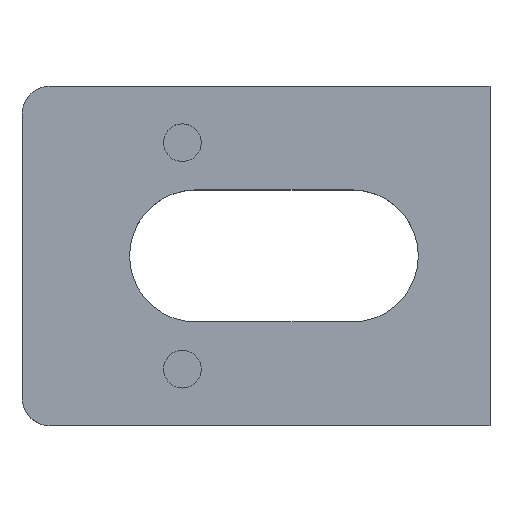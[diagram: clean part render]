
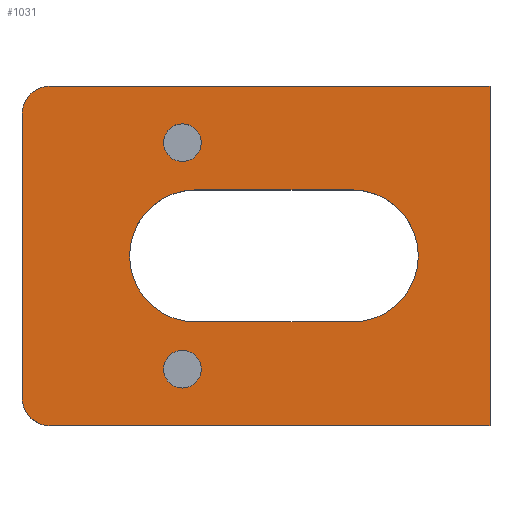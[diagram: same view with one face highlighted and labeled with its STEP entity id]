
A CAD part, top view. The second image highlights one B-rep face of the part: STEP entity #1031.
In plain terms, the highlighted planar face has unit normal (0, 0, 1).
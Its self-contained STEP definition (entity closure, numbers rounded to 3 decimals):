
#5 = CARTESIAN_POINT ( 'NONE',  ( -2.9, 6., 5. ) ) ;
#6 = AXIS2_PLACEMENT_3D ( 'NONE', #556, #648, #722 ) ;
#36 = CARTESIAN_POINT ( 'NONE',  ( 5.1, 0., 5. ) ) ;
#37 = CARTESIAN_POINT ( 'NONE',  ( 12.4, -9., 5. ) ) ;
#38 = CARTESIAN_POINT ( 'NONE',  ( -3.9, 6., 5. ) ) ;
#61 = EDGE_CURVE ( 'NONE', #624, #415, #136, .T. ) ;
#74 = EDGE_CURVE ( 'NONE', #660, #1241, #1191, .T. ) ;
#103 = DIRECTION ( 'NONE',  ( 0., 0., -1. ) ) ;
#118 = ORIENTED_EDGE ( 'NONE', *, *, #1254, .F. ) ;
#123 = EDGE_LOOP ( 'NONE', ( #1112, #212 ) ) ;
#134 = CARTESIAN_POINT ( 'NONE',  ( -10.9, -9., 5. ) ) ;
#136 = CIRCLE ( 'NONE', #469, 3.5 ) ;
#180 = DIRECTION ( 'NONE',  ( -1., 0., 0. ) ) ;
#194 = DIRECTION ( 'NONE',  ( 0., -1., 0. ) ) ;
#195 = VERTEX_POINT ( 'NONE', #535 ) ;
#210 = DIRECTION ( 'NONE',  ( 0., 1., 0. ) ) ;
#212 = ORIENTED_EDGE ( 'NONE', *, *, #393, .F. ) ;
#218 = ORIENTED_EDGE ( 'NONE', *, *, #1130, .F. ) ;
#221 = DIRECTION ( 'NONE',  ( 1., 0., 0. ) ) ;
#251 = ORIENTED_EDGE ( 'NONE', *, *, #983, .F. ) ;
#253 = DIRECTION ( 'NONE',  ( 1., 0., 0. ) ) ;
#289 = CIRCLE ( 'NONE', #838, 1. ) ;
#302 = FACE_BOUND ( 'NONE', #123, .T. ) ;
#307 = DIRECTION ( 'NONE',  ( 0., 0., 1. ) ) ;
#317 = CARTESIAN_POINT ( 'NONE',  ( -10.9, 7.5, 5. ) ) ;
#337 = CARTESIAN_POINT ( 'NONE',  ( -10.9, -7.5, 5. ) ) ;
#345 = DIRECTION ( 'NONE',  ( -1., 0., 0. ) ) ;
#346 = EDGE_LOOP ( 'NONE', ( #956, #792, #811, #602, #251, #642 ) ) ;
#368 = CIRCLE ( 'NONE', #675, 1. ) ;
#373 = EDGE_CURVE ( 'NONE', #835, #788, #1138, .T. ) ;
#381 = CARTESIAN_POINT ( 'NONE',  ( -3.2, 0., 5. ) ) ;
#384 = EDGE_LOOP ( 'NONE', ( #1247, #751 ) ) ;
#391 = VECTOR ( 'NONE', #755, 1000. ) ;
#393 = EDGE_CURVE ( 'NONE', #1143, #973, #901, .T. ) ;
#396 = DIRECTION ( 'NONE',  ( 1., 0., 0. ) ) ;
#398 = CARTESIAN_POINT ( 'NONE',  ( -12.4, 7.5, 5. ) ) ;
#400 = FACE_OUTER_BOUND ( 'NONE', #346, .T. ) ;
#401 = CARTESIAN_POINT ( 'NONE',  ( 5.1, -3.5, 5. ) ) ;
#415 = VERTEX_POINT ( 'NONE', #929 ) ;
#446 = EDGE_CURVE ( 'NONE', #973, #1143, #512, .T. ) ;
#447 = CARTESIAN_POINT ( 'NONE',  ( -3.9, -6., 5. ) ) ;
#461 = VERTEX_POINT ( 'NONE', #134 ) ;
#469 = AXIS2_PLACEMENT_3D ( 'NONE', #36, #307, #791 ) ;
#484 = VERTEX_POINT ( 'NONE', #685 ) ;
#510 = LINE ( 'NONE', #688, #595 ) ;
#512 = CIRCLE ( 'NONE', #613, 1. ) ;
#513 = DIRECTION ( 'NONE',  ( -1., 0., 0. ) ) ;
#526 = VERTEX_POINT ( 'NONE', #5 ) ;
#529 = AXIS2_PLACEMENT_3D ( 'NONE', #317, #607, #513 ) ;
#535 = CARTESIAN_POINT ( 'NONE',  ( -3.2, 3.5, 5. ) ) ;
#555 = CARTESIAN_POINT ( 'NONE',  ( -10.9, 9., 5. ) ) ;
#556 = CARTESIAN_POINT ( 'NONE',  ( -3.9, -6., 5. ) ) ;
#563 = EDGE_CURVE ( 'NONE', #484, #526, #289, .T. ) ;
#595 = VECTOR ( 'NONE', #221, 1000. ) ;
#602 = ORIENTED_EDGE ( 'NONE', *, *, #911, .F. ) ;
#607 = DIRECTION ( 'NONE',  ( 0., 0., -1. ) ) ;
#612 = EDGE_CURVE ( 'NONE', #1241, #835, #758, .T. ) ;
#613 = AXIS2_PLACEMENT_3D ( 'NONE', #447, #828, #253 ) ;
#624 = VERTEX_POINT ( 'NONE', #401 ) ;
#632 = CIRCLE ( 'NONE', #820, 1.5 ) ;
#642 = ORIENTED_EDGE ( 'NONE', *, *, #373, .F. ) ;
#646 = CARTESIAN_POINT ( 'NONE',  ( 12.4, -9., 5. ) ) ;
#647 = EDGE_CURVE ( 'NONE', #526, #484, #368, .T. ) ;
#648 = DIRECTION ( 'NONE',  ( 0., 0., 1. ) ) ;
#660 = VERTEX_POINT ( 'NONE', #991 ) ;
#661 = VERTEX_POINT ( 'NONE', #1195 ) ;
#675 = AXIS2_PLACEMENT_3D ( 'NONE', #793, #691, #396 ) ;
#681 = CARTESIAN_POINT ( 'NONE',  ( 12.4, -9., 5. ) ) ;
#685 = CARTESIAN_POINT ( 'NONE',  ( -4.9, 6., 5. ) ) ;
#688 = CARTESIAN_POINT ( 'NONE',  ( 12.4, -3.5, 5. ) ) ;
#691 = DIRECTION ( 'NONE',  ( 0., 0., 1. ) ) ;
#696 = CARTESIAN_POINT ( 'NONE',  ( -12.4, -9., 5. ) ) ;
#709 = ORIENTED_EDGE ( 'NONE', *, *, #1049, .F. ) ;
#714 = CARTESIAN_POINT ( 'NONE',  ( -6.7, 0., 5. ) ) ;
#720 = LINE ( 'NONE', #830, #738 ) ;
#722 = DIRECTION ( 'NONE',  ( 1., 0., 0. ) ) ;
#732 = ORIENTED_EDGE ( 'NONE', *, *, #942, .F. ) ;
#735 = DIRECTION ( 'NONE',  ( 1., 0., 0. ) ) ;
#738 = VECTOR ( 'NONE', #345, 1000. ) ;
#751 = ORIENTED_EDGE ( 'NONE', *, *, #563, .F. ) ;
#755 = DIRECTION ( 'NONE',  ( -1., 0., 0. ) ) ;
#758 = CIRCLE ( 'NONE', #529, 1.5 ) ;
#780 = CIRCLE ( 'NONE', #885, 3.5 ) ;
#781 = LINE ( 'NONE', #646, #391 ) ;
#783 = EDGE_LOOP ( 'NONE', ( #709, #853, #732, #118, #218 ) ) ;
#788 = VERTEX_POINT ( 'NONE', #848 ) ;
#791 = DIRECTION ( 'NONE',  ( -1., 0., 0. ) ) ;
#792 = ORIENTED_EDGE ( 'NONE', *, *, #74, .F. ) ;
#793 = CARTESIAN_POINT ( 'NONE',  ( -3.9, 6., 5. ) ) ;
#795 = VECTOR ( 'NONE', #210, 1000. ) ;
#801 = CIRCLE ( 'NONE', #868, 3.5 ) ;
#806 = PLANE ( 'NONE',  #866 ) ;
#811 = ORIENTED_EDGE ( 'NONE', *, *, #1077, .F. ) ;
#816 = DIRECTION ( 'NONE',  ( 0., 0., -1. ) ) ;
#820 = AXIS2_PLACEMENT_3D ( 'NONE', #337, #816, #1126 ) ;
#828 = DIRECTION ( 'NONE',  ( 0., 0., 1. ) ) ;
#830 = CARTESIAN_POINT ( 'NONE',  ( 12.4, 3.5, 5. ) ) ;
#835 = VERTEX_POINT ( 'NONE', #555 ) ;
#838 = AXIS2_PLACEMENT_3D ( 'NONE', #38, #1206, #906 ) ;
#846 = DIRECTION ( 'NONE',  ( 0., 0., 1. ) ) ;
#848 = CARTESIAN_POINT ( 'NONE',  ( 12.4, 9., 5. ) ) ;
#853 = ORIENTED_EDGE ( 'NONE', *, *, #61, .F. ) ;
#855 = CARTESIAN_POINT ( 'NONE',  ( -4.9, -6., 5. ) ) ;
#866 = AXIS2_PLACEMENT_3D ( 'NONE', #1099, #103, #1087 ) ;
#868 = AXIS2_PLACEMENT_3D ( 'NONE', #381, #846, #180 ) ;
#885 = AXIS2_PLACEMENT_3D ( 'NONE', #1185, #1091, #1180 ) ;
#901 = CIRCLE ( 'NONE', #6, 1. ) ;
#906 = DIRECTION ( 'NONE',  ( 1., 0., 0. ) ) ;
#909 = LINE ( 'NONE', #37, #1256 ) ;
#911 = EDGE_CURVE ( 'NONE', #1271, #461, #781, .T. ) ;
#929 = CARTESIAN_POINT ( 'NONE',  ( 5.1, 3.5, 5. ) ) ;
#942 = EDGE_CURVE ( 'NONE', #661, #624, #510, .T. ) ;
#956 = ORIENTED_EDGE ( 'NONE', *, *, #612, .F. ) ;
#973 = VERTEX_POINT ( 'NONE', #990 ) ;
#983 = EDGE_CURVE ( 'NONE', #788, #1271, #909, .T. ) ;
#990 = CARTESIAN_POINT ( 'NONE',  ( -2.9, -6., 5. ) ) ;
#991 = CARTESIAN_POINT ( 'NONE',  ( -12.4, -7.5, 5. ) ) ;
#1031 = ADVANCED_FACE ( 'NONE', ( #1201, #400, #1192, #302 ), #806, .F. ) ;
#1042 = VERTEX_POINT ( 'NONE', #714 ) ;
#1049 = EDGE_CURVE ( 'NONE', #415, #195, #720, .T. ) ;
#1077 = EDGE_CURVE ( 'NONE', #461, #660, #632, .T. ) ;
#1087 = DIRECTION ( 'NONE',  ( -1., 0., 0. ) ) ;
#1091 = DIRECTION ( 'NONE',  ( 0., 0., 1. ) ) ;
#1099 = CARTESIAN_POINT ( 'NONE',  ( 12.4, -9., 5. ) ) ;
#1104 = VECTOR ( 'NONE', #735, 1000. ) ;
#1112 = ORIENTED_EDGE ( 'NONE', *, *, #446, .F. ) ;
#1122 = CARTESIAN_POINT ( 'NONE',  ( 12.4, 9., 5. ) ) ;
#1126 = DIRECTION ( 'NONE',  ( -1., 0., 0. ) ) ;
#1130 = EDGE_CURVE ( 'NONE', #195, #1042, #801, .T. ) ;
#1138 = LINE ( 'NONE', #1122, #1104 ) ;
#1143 = VERTEX_POINT ( 'NONE', #855 ) ;
#1180 = DIRECTION ( 'NONE',  ( -1., 0., 0. ) ) ;
#1185 = CARTESIAN_POINT ( 'NONE',  ( -3.2, 0., 5. ) ) ;
#1191 = LINE ( 'NONE', #696, #795 ) ;
#1192 = FACE_BOUND ( 'NONE', #384, .T. ) ;
#1195 = CARTESIAN_POINT ( 'NONE',  ( -3.2, -3.5, 5. ) ) ;
#1201 = FACE_BOUND ( 'NONE', #783, .T. ) ;
#1206 = DIRECTION ( 'NONE',  ( 0., 0., 1. ) ) ;
#1241 = VERTEX_POINT ( 'NONE', #398 ) ;
#1247 = ORIENTED_EDGE ( 'NONE', *, *, #647, .F. ) ;
#1254 = EDGE_CURVE ( 'NONE', #1042, #661, #780, .T. ) ;
#1256 = VECTOR ( 'NONE', #194, 1000. ) ;
#1271 = VERTEX_POINT ( 'NONE', #681 ) ;
